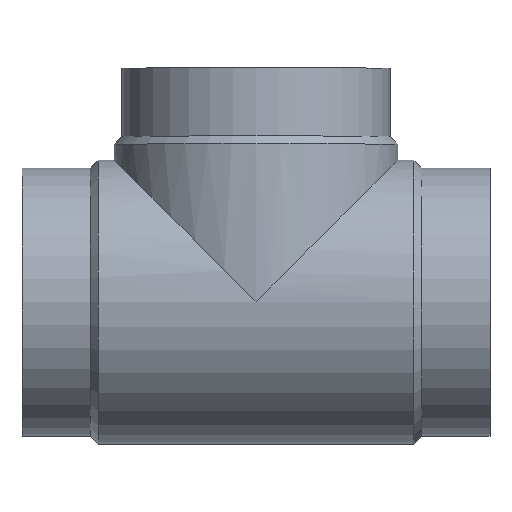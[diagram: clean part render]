
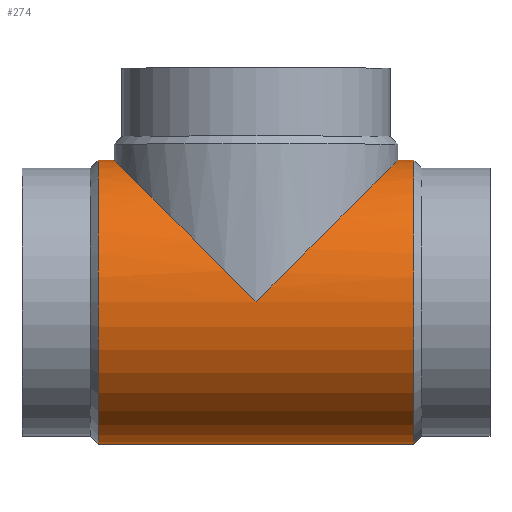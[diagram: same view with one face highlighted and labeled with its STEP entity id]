
A CAD part, top view. The second image highlights one B-rep face of the part: STEP entity #274.
In plain terms, the highlighted cylindrical face has radius 166.85 mm (diameter 333.7 mm), a partial arc.
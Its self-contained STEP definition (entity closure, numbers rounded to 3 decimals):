
#146 = EDGE_CURVE( '', #282, #156, #389, .T. );
#156 = VERTEX_POINT( '', #399 );
#202 = EDGE_CURVE( '', #328, #282, #450, .T. );
#204 = EDGE_CURVE( '', #292, #224, #452, .T. );
#210 = EDGE_CURVE( '', #286, #328, #458, .T. );
#224 = VERTEX_POINT( '', #474 );
#244 = EDGE_CURVE( '', #262, #286, #495, .T. );
#250 = EDGE_CURVE( '', #262, #224, #501, .T. );
#262 = VERTEX_POINT( '', #517 );
#274 = ADVANCED_FACE( '', ( #531 ), #532, .T. );
#282 = VERTEX_POINT( '', #540 );
#286 = VERTEX_POINT( '', #545 );
#292 = VERTEX_POINT( '', #552 );
#328 = VERTEX_POINT( '', #593 );
#336 = EDGE_CURVE( '', #156, #292, #602, .T. );
#389 = ELLIPSE( '', #649, 235.962, 166.85 );
#399 = CARTESIAN_POINT( '', ( -275., 0., 166.85 ) );
#450 = LINE( '', #728, #729 );
#452 = LINE( '', #732, #733 );
#458 = CIRCLE( '', #742, 166.85 );
#474 = CARTESIAN_POINT( '', ( -460.65, 166.85, 0. ) );
#495 = LINE( '', #792, #793 );
#501 = CIRCLE( '', #802, 166.85 );
#517 = CARTESIAN_POINT( '', ( -460.65, -166.85, 0. ) );
#531 = FACE_OUTER_BOUND( '', #835, .T. );
#532 = CYLINDRICAL_SURFACE( '', #836, 166.85 );
#540 = CARTESIAN_POINT( '', ( -108.15, 166.85, 0. ) );
#545 = CARTESIAN_POINT( '', ( -89.35, -166.85, 0. ) );
#552 = CARTESIAN_POINT( '', ( -441.85, 166.85, 0. ) );
#593 = CARTESIAN_POINT( '', ( -89.35, 166.85, 0. ) );
#602 = ELLIPSE( '', #927, 235.962, 166.85 );
#649 = AXIS2_PLACEMENT_3D( '', #978, #979, #980 );
#728 = CARTESIAN_POINT( '', ( -275., 166.85, 0. ) );
#729 = VECTOR( '', #1045, 1. );
#732 = CARTESIAN_POINT( '', ( -275., 166.85, 0. ) );
#733 = VECTOR( '', #1046, 1. );
#742 = AXIS2_PLACEMENT_3D( '', #1048, #1049, #1050 );
#792 = CARTESIAN_POINT( '', ( -275., -166.85, 0. ) );
#793 = VECTOR( '', #1097, 1. );
#802 = AXIS2_PLACEMENT_3D( '', #1099, #1100, #1101 );
#835 = EDGE_LOOP( '', ( #1162, #1163, #1164, #1165, #1166, #1167, #1168 ) );
#836 = AXIS2_PLACEMENT_3D( '', #1169, #1170, #1171 );
#927 = AXIS2_PLACEMENT_3D( '', #1260, #1261, #1262 );
#978 = CARTESIAN_POINT( '', ( -275., 0., 0. ) );
#979 = DIRECTION( '', ( 0.707, -0.707, 0. ) );
#980 = DIRECTION( '', ( 0.707, 0.707, 0. ) );
#1045 = DIRECTION( '', ( -1., 0., 0. ) );
#1046 = DIRECTION( '', ( -1., 0., 0. ) );
#1048 = CARTESIAN_POINT( '', ( -89.35, 0., 0. ) );
#1049 = DIRECTION( '', ( -1., 0., 0. ) );
#1050 = DIRECTION( '', ( 0., 1., 0. ) );
#1097 = DIRECTION( '', ( 1., 0., 0. ) );
#1099 = CARTESIAN_POINT( '', ( -460.65, 0., 0. ) );
#1100 = DIRECTION( '', ( -1., 0., 0. ) );
#1101 = DIRECTION( '', ( 0., 1., 0. ) );
#1162 = ORIENTED_EDGE( '', *, *, #202, .T. );
#1163 = ORIENTED_EDGE( '', *, *, #146, .T. );
#1164 = ORIENTED_EDGE( '', *, *, #336, .T. );
#1165 = ORIENTED_EDGE( '', *, *, #204, .T. );
#1166 = ORIENTED_EDGE( '', *, *, #250, .F. );
#1167 = ORIENTED_EDGE( '', *, *, #244, .T. );
#1168 = ORIENTED_EDGE( '', *, *, #210, .T. );
#1169 = CARTESIAN_POINT( '', ( -275., 0., 0. ) );
#1170 = DIRECTION( '', ( 1., 0., 0. ) );
#1171 = DIRECTION( '', ( 0., 1., 0. ) );
#1260 = CARTESIAN_POINT( '', ( -275., 0., 0. ) );
#1261 = DIRECTION( '', ( -0.707, -0.707, 0. ) );
#1262 = DIRECTION( '', ( 0.707, -0.707, 0. ) );
